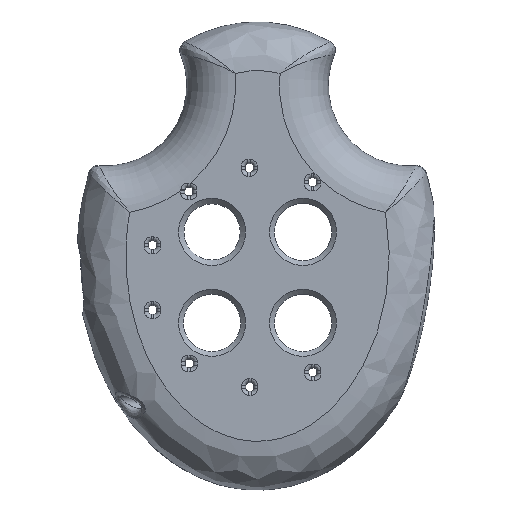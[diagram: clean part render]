
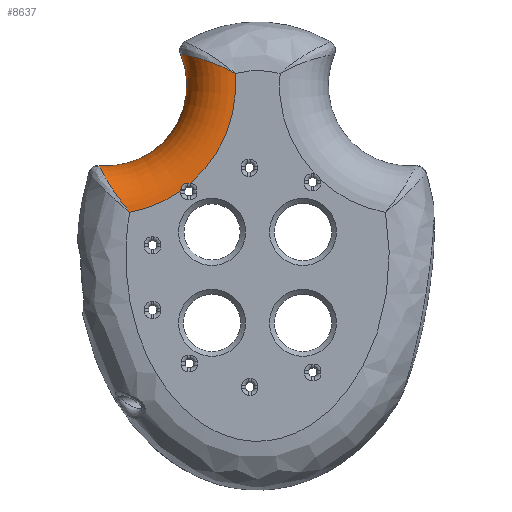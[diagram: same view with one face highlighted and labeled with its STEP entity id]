
A CAD part, top view. The second image highlights one B-rep face of the part: STEP entity #8637.
In plain terms, the highlighted toroidal (fillet/blend) face has major radius 24.115 mm and minor radius 9.1 mm.
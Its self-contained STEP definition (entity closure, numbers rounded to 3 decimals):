
#182=B_SPLINE_CURVE_WITH_KNOTS('',3,(#12243,#12244,#12245,#12246,#12247,
#12248,#12249,#12250,#12251,#12252),.UNSPECIFIED.,.F.,.F.,(4,1,1,1,1,2,
4),(0.,0.29,0.581,0.871,1.162,
1.452,1.453),.UNSPECIFIED.);
#183=B_SPLINE_CURVE_WITH_KNOTS('',3,(#12256,#12257,#12258,#12259,#12260,
#12261,#12262,#12263,#12264,#12265),.UNSPECIFIED.,.F.,.F.,(4,2,1,1,1,1,
4),(-0.002,0.,0.281,0.563,0.844,
1.125,1.407),.UNSPECIFIED.);
#184=B_SPLINE_CURVE_WITH_KNOTS('',3,(#12269,#12270,#12271,#12272),
 .UNSPECIFIED.,.F.,.F.,(4,4),(-0.016,0.),
 .UNSPECIFIED.);
#185=B_SPLINE_CURVE_WITH_KNOTS('',3,(#12274,#12275,#12276,#12277,#12278,
#12279),.UNSPECIFIED.,.F.,.F.,(4,1,1,4),(-0.196,-0.14,
-0.084,0.),.UNSPECIFIED.);
#186=B_SPLINE_CURVE_WITH_KNOTS('',3,(#12281,#12282,#12283,#12284),
 .UNSPECIFIED.,.F.,.F.,(4,4),(-0.05,0.),
 .UNSPECIFIED.);
#187=B_SPLINE_CURVE_WITH_KNOTS('',3,(#12286,#12287,#12288,#12289),
 .UNSPECIFIED.,.F.,.F.,(4,4),(0.,0.006),
 .UNSPECIFIED.);
#649=TOROIDAL_SURFACE('',#9199,24.115,9.1);
#964=FACE_OUTER_BOUND('',#1498,.T.);
#1498=EDGE_LOOP('',(#5731,#5732,#5733,#5734,#5735,#5736,#5737,#5738,#5739));
#3033=CIRCLE('',#9200,15.015);
#3034=CIRCLE('',#9201,24.115);
#3035=CIRCLE('',#9202,24.115);
#3454=VERTEX_POINT('',#12241);
#3455=VERTEX_POINT('',#12242);
#3456=VERTEX_POINT('',#12253);
#3457=VERTEX_POINT('',#12255);
#3458=VERTEX_POINT('',#12266);
#3459=VERTEX_POINT('',#12268);
#3460=VERTEX_POINT('',#12273);
#3461=VERTEX_POINT('',#12280);
#3462=VERTEX_POINT('',#12285);
#4327=EDGE_CURVE('',#3454,#3455,#182,.T.);
#4328=EDGE_CURVE('',#3454,#3456,#3033,.T.);
#4329=EDGE_CURVE('',#3457,#3456,#183,.T.);
#4330=EDGE_CURVE('',#3457,#3458,#3034,.T.);
#4331=EDGE_CURVE('',#3459,#3458,#184,.T.);
#4332=EDGE_CURVE('',#3460,#3459,#185,.T.);
#4333=EDGE_CURVE('',#3461,#3460,#186,.T.);
#4334=EDGE_CURVE('',#3462,#3461,#187,.T.);
#4335=EDGE_CURVE('',#3462,#3455,#3035,.T.);
#5731=ORIENTED_EDGE('',*,*,#4327,.F.);
#5732=ORIENTED_EDGE('',*,*,#4328,.T.);
#5733=ORIENTED_EDGE('',*,*,#4329,.F.);
#5734=ORIENTED_EDGE('',*,*,#4330,.T.);
#5735=ORIENTED_EDGE('',*,*,#4331,.F.);
#5736=ORIENTED_EDGE('',*,*,#4332,.F.);
#5737=ORIENTED_EDGE('',*,*,#4333,.F.);
#5738=ORIENTED_EDGE('',*,*,#4334,.F.);
#5739=ORIENTED_EDGE('',*,*,#4335,.T.);
#8637=ADVANCED_FACE('',(#964),#649,.T.);
#9199=AXIS2_PLACEMENT_3D('',#12240,#10070,#10071);
#9200=AXIS2_PLACEMENT_3D('',#12254,#10072,#10073);
#9201=AXIS2_PLACEMENT_3D('',#12267,#10074,#10075);
#9202=AXIS2_PLACEMENT_3D('',#12290,#10076,#10077);
#10070=DIRECTION('center_axis',(0.,0.,-1.));
#10071=DIRECTION('ref_axis',(0.808,-0.59,0.));
#10072=DIRECTION('center_axis',(0.,0.,-1.));
#10073=DIRECTION('ref_axis',(0.81,-0.587,0.));
#10074=DIRECTION('center_axis',(0.,0.,1.));
#10075=DIRECTION('ref_axis',(0.81,-0.587,0.));
#10076=DIRECTION('center_axis',(0.,0.,1.));
#10077=DIRECTION('ref_axis',(0.81,-0.587,0.));
#12240=CARTESIAN_POINT('Origin',(-28.21,31.85,20.02));
#12241=CARTESIAN_POINT('',(-14.371,37.674,20.02));
#12242=CARTESIAN_POINT('',(-4.196,34.055,29.12));
#12243=CARTESIAN_POINT('Ctrl Pts',(-14.371,37.674,20.02));
#12244=CARTESIAN_POINT('Ctrl Pts',(-14.371,37.674,21.121));
#12245=CARTESIAN_POINT('Ctrl Pts',(-13.876,37.598,23.334));
#12246=CARTESIAN_POINT('Ctrl Pts',(-12.035,37.214,25.967));
#12247=CARTESIAN_POINT('Ctrl Pts',(-9.603,36.504,27.812));
#12248=CARTESIAN_POINT('Ctrl Pts',(-6.917,35.461,28.884));
#12249=CARTESIAN_POINT('Ctrl Pts',(-5.096,34.556,29.119));
#12250=CARTESIAN_POINT('Ctrl Pts',(-4.205,34.06,29.12));
#12251=CARTESIAN_POINT('Ctrl Pts',(-4.201,34.057,29.12));
#12252=CARTESIAN_POINT('Ctrl Pts',(-4.196,34.055,29.12));
#12253=CARTESIAN_POINT('',(-29.543,16.894,20.02));
#12254=CARTESIAN_POINT('Origin',(-28.21,31.85,20.02));
#12255=CARTESIAN_POINT('',(-23.866,8.13,29.12));
#12256=CARTESIAN_POINT('Ctrl Pts',(-23.866,8.13,29.12));
#12257=CARTESIAN_POINT('Ctrl Pts',(-23.869,8.134,29.12));
#12258=CARTESIAN_POINT('Ctrl Pts',(-23.873,8.138,29.12));
#12259=CARTESIAN_POINT('Ctrl Pts',(-24.513,8.916,29.119));
#12260=CARTESIAN_POINT('Ctrl Pts',(-25.741,10.499,28.861));
#12261=CARTESIAN_POINT('Ctrl Pts',(-27.318,12.817,27.735));
#12262=CARTESIAN_POINT('Ctrl Pts',(-28.552,14.91,25.851));
#12263=CARTESIAN_POINT('Ctrl Pts',(-29.352,16.479,23.234));
#12264=CARTESIAN_POINT('Ctrl Pts',(-29.543,16.894,21.087));
#12265=CARTESIAN_POINT('Ctrl Pts',(-29.543,16.894,20.02));
#12266=CARTESIAN_POINT('',(-14.301,12.151,29.12));
#12267=CARTESIAN_POINT('Origin',(-28.21,31.85,29.12));
#12268=CARTESIAN_POINT('',(-14.308,12.322,29.119));
#12269=CARTESIAN_POINT('Ctrl Pts',(-14.308,12.322,29.119));
#12270=CARTESIAN_POINT('Ctrl Pts',(-14.305,12.265,29.12));
#12271=CARTESIAN_POINT('Ctrl Pts',(-14.303,12.208,29.12));
#12272=CARTESIAN_POINT('Ctrl Pts',(-14.301,12.151,29.12));
#12273=CARTESIAN_POINT('',(-13.071,13.587,29.111));
#12274=CARTESIAN_POINT('Ctrl Pts',(-13.071,13.587,29.111));
#12275=CARTESIAN_POINT('Ctrl Pts',(-13.265,13.596,29.106));
#12276=CARTESIAN_POINT('Ctrl Pts',(-13.647,13.522,29.092));
#12277=CARTESIAN_POINT('Ctrl Pts',(-14.171,13.105,29.093));
#12278=CARTESIAN_POINT('Ctrl Pts',(-14.32,12.619,29.115));
#12279=CARTESIAN_POINT('Ctrl Pts',(-14.308,12.322,29.119));
#12280=CARTESIAN_POINT('',(-12.553,13.565,29.12));
#12281=CARTESIAN_POINT('Ctrl Pts',(-12.553,13.565,29.12));
#12282=CARTESIAN_POINT('Ctrl Pts',(-12.726,13.572,29.119));
#12283=CARTESIAN_POINT('Ctrl Pts',(-12.899,13.58,29.117));
#12284=CARTESIAN_POINT('Ctrl Pts',(-13.071,13.587,29.111));
#12285=CARTESIAN_POINT('',(-12.492,13.561,29.12));
#12286=CARTESIAN_POINT('Ctrl Pts',(-12.492,13.561,29.12));
#12287=CARTESIAN_POINT('Ctrl Pts',(-12.513,13.563,29.12));
#12288=CARTESIAN_POINT('Ctrl Pts',(-12.533,13.564,29.12));
#12289=CARTESIAN_POINT('Ctrl Pts',(-12.553,13.565,29.12));
#12290=CARTESIAN_POINT('Origin',(-28.21,31.85,29.12));
